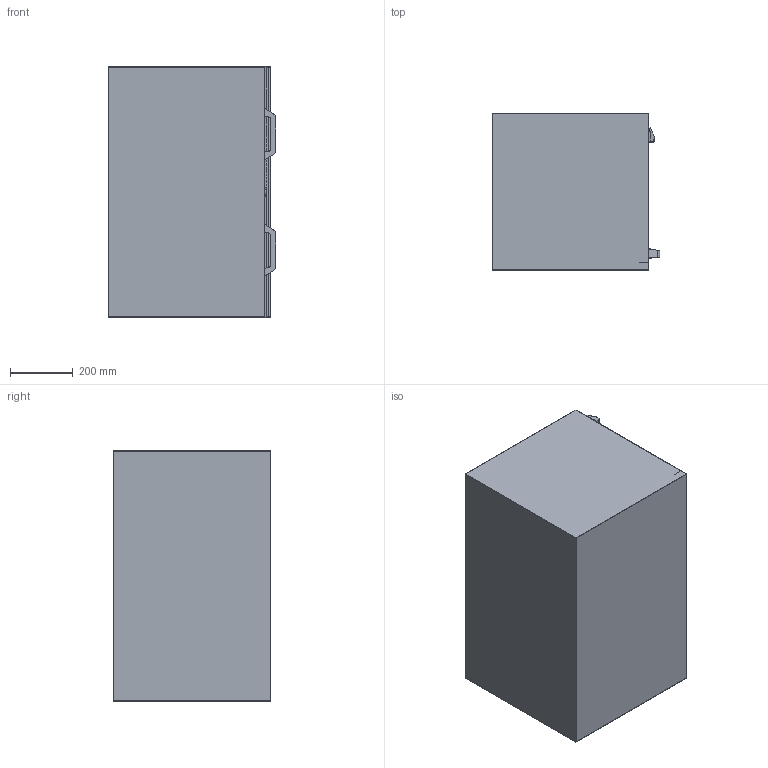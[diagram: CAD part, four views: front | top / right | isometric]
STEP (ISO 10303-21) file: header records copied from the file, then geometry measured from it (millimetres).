
FILE_DESCRIPTION(/* description */ (''),/* implementation_level */ '2;1');
FILE_NAME(/* name */ '423-105_Staukasten_800x500x500.stp',/* time_stamp */ '2018-08-30T08:45:15+02:00',/* author */ ('lang1ph'),/* organization */ (''),/* preprocessor_version */ 'ST-DEVELOPER v17',/* originating_system */ 'Autodesk Inventor 2018',/* authorisation */ '');
FILE_SCHEMA (('AUTOMOTIVE_DESIGN { 1 0 10303 214 3 1 1 }'));
Length unit declared in the file: millimetre
Products named in the file (1): 423-105_Staukasten_800x500x500
Bounding box: 535 x 500 x 800 mm (x, y, z)
Surface area: 2558654.3 mm2 (no closed solid volume)
Topology: 0 solids, 26 shells, 119 faces, 387 edges, 288 vertices
Faces by surface type: plane 78, cylinder 40, cone 1
Full cylindrical faces by diameter (mm): 21.5 x1, 32 x1
Entity records: 4407 total; most frequent: CARTESIAN_POINT 795, DIRECTION 723, ORIENTED_EDGE 570, EDGE_CURVE 387, LINE 291, VECTOR 291, VERTEX_POINT 288, AXIS2_PLACEMENT_3D 216
